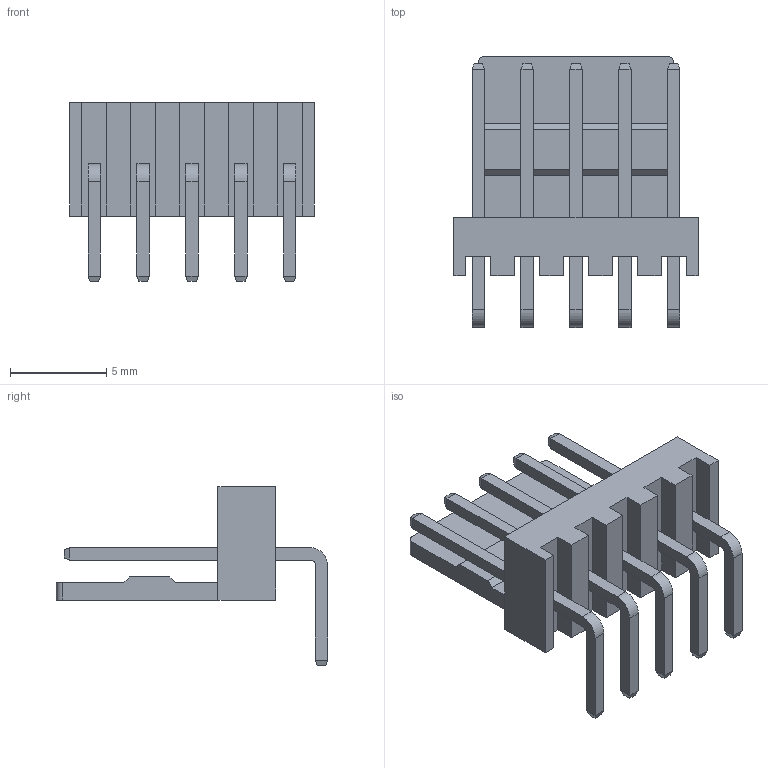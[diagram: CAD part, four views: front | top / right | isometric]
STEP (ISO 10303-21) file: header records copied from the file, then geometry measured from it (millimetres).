
FILE_DESCRIPTION (( 'STEP AP214' ), '1' );
FILE_NAME ('User Library-DS1070-5MR (WF-5RA CONNFLY).STEP', '2019-01-04T09:22:00', ( '' ), ( '' ), 'SwSTEP 2.0', 'SolidWorks 2018', '' );
FILE_SCHEMA (( 'AUTOMOTIVE_DESIGN' ));
Length unit declared in the file: millimetre
Products named in the file (1): User Library-DS1070-5MR (WF-5RA CONNFLY)
Bounding box: 12.7 x 14.1 x 9.3 mm (x, y, z)
Volume: 304.9 mm3; surface area: 710.7 mm2
Topology: 1 solids, 1 shells, 146 faces, 362 edges, 228 vertices
Faces by surface type: plane 134, cylinder 12
Entity records: 4640 total; most frequent: CARTESIAN_POINT 737, ORIENTED_EDGE 724, DIRECTION 680, EDGE_CURVE 362, LINE 338, VECTOR 338, VERTEX_POINT 228, AXIS2_PLACEMENT_3D 171
